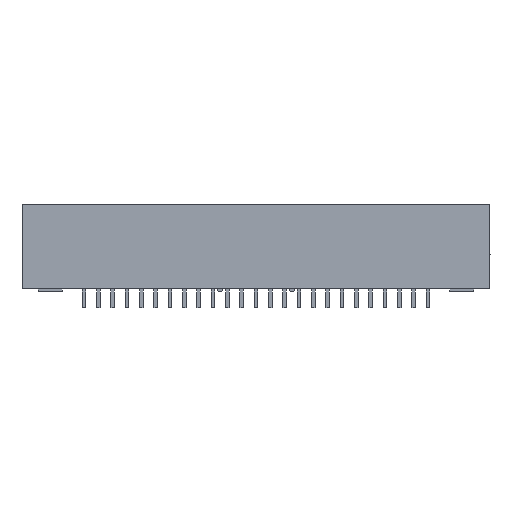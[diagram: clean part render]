
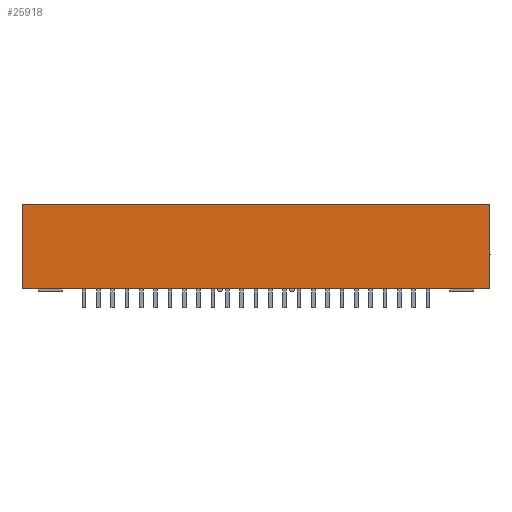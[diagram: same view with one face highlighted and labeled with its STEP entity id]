
A CAD part, front view. The second image highlights one B-rep face of the part: STEP entity #25918.
In plain terms, the highlighted planar face has unit normal (0, -1, 0).
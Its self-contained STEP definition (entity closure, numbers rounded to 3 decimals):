
#612=FACE_OUTER_BOUND($,#2278,.T.);
#2278=EDGE_LOOP($,(#17096,#17097,#17098,#17099));
#4020=LINE($,#37071,#7480);
#4025=LINE($,#37081,#7485);
#4029=LINE($,#37088,#7489);
#4031=LINE($,#37092,#7491);
#7480=VECTOR($,#29925,14.986);
#7485=VECTOR($,#29932,82.9);
#7489=VECTOR($,#29938,82.9);
#7491=VECTOR($,#29944,14.986);
#10924=VERTEX_POINT($,#37069);
#10925=VERTEX_POINT($,#37070);
#10928=VERTEX_POINT($,#37078);
#10931=VERTEX_POINT($,#37085);
#13372=EDGE_CURVE($,#10924,#10925,#4020,.T.);
#13377=EDGE_CURVE($,#10925,#10928,#4025,.T.);
#13381=EDGE_CURVE($,#10931,#10924,#4029,.F.);
#13383=EDGE_CURVE($,#10931,#10928,#4031,.F.);
#17096=ORIENTED_EDGE($,*,*,#13383,.F.);
#17097=ORIENTED_EDGE($,*,*,#13381,.T.);
#17098=ORIENTED_EDGE($,*,*,#13372,.T.);
#17099=ORIENTED_EDGE($,*,*,#13377,.T.);
#24348=PLANE($,#28015);
#25918=ADVANCED_FACE($,(#612),#24348,.T.);
#28015=AXIS2_PLACEMENT_3D($,#37091,#29942,#29943);
#29925=DIRECTION($,(0.,0.,-1.));
#29932=DIRECTION($,(1.,0.,0.));
#29938=DIRECTION($,(1.,0.,0.));
#29942=DIRECTION('center_axis',(0.,-1.,0.));
#29943=DIRECTION('ref_axis',(0.,0.,-1.));
#29944=DIRECTION($,(0.,0.,1.));
#37069=CARTESIAN_POINT('',(-41.45,-5.309,15.494));
#37070=CARTESIAN_POINT('',(-41.45,-5.309,0.508));
#37071=CARTESIAN_POINT($,(-41.45,-5.309,7.239));
#37078=CARTESIAN_POINT('',(41.45,-5.309,0.508));
#37081=CARTESIAN_POINT($,(0.,-5.309,0.508));
#37085=CARTESIAN_POINT('',(41.45,-5.309,15.494));
#37088=CARTESIAN_POINT($,(0.,-5.309,15.494));
#37091=CARTESIAN_POINT('Origin',(0.,-5.309,
6.985));
#37092=CARTESIAN_POINT($,(41.45,-5.309,7.239));
